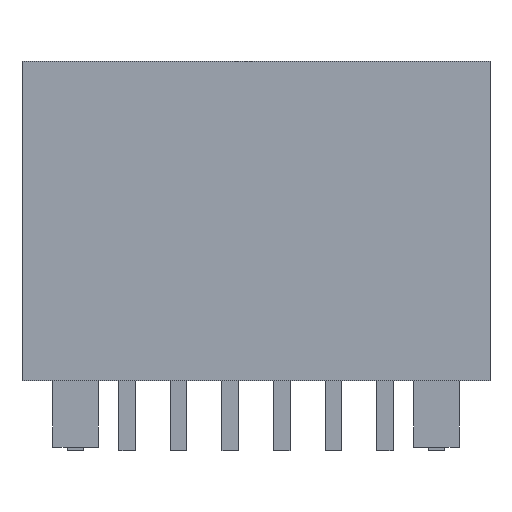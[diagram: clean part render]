
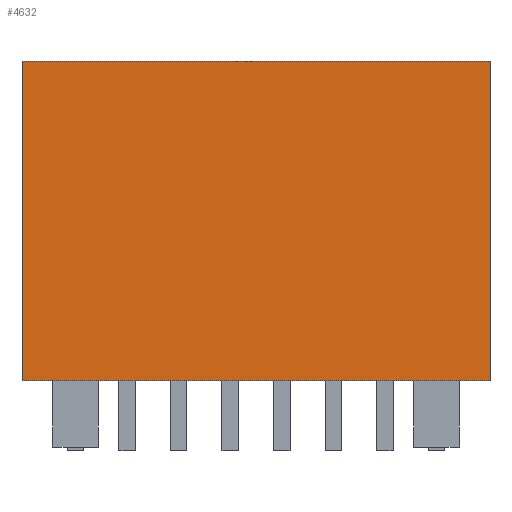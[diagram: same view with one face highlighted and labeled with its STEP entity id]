
A CAD part, front view. The second image highlights one B-rep face of the part: STEP entity #4632.
In plain terms, the highlighted planar face has unit normal (0, -1, 0).
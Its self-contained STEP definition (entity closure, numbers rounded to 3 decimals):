
#32 = PLANE('',#33);
#33 = AXIS2_PLACEMENT_3D('',#34,#35,#36);
#34 = CARTESIAN_POINT('',(-2.6,8.48,0.));
#35 = DIRECTION('',(0.,0.,1.));
#36 = DIRECTION('',(0.,-1.,0.));
#1052 = EDGE_CURVE('',#1053,#1055,#1057,.T.);
#1053 = VERTEX_POINT('',#1054);
#1054 = CARTESIAN_POINT('',(20.1,-5.92,0.));
#1055 = VERTEX_POINT('',#1056);
#1056 = CARTESIAN_POINT('',(-2.6,-5.92,0.));
#1057 = SURFACE_CURVE('',#1058,(#1062,#1069),.PCURVE_S1.);
#1058 = LINE('',#1059,#1060);
#1059 = CARTESIAN_POINT('',(-2.6,-5.92,0.));
#1060 = VECTOR('',#1061,1.);
#1061 = DIRECTION('',(-1.,0.,0.));
#1062 = PCURVE('',#32,#1063);
#1063 = DEFINITIONAL_REPRESENTATION('',(#1064),#1068);
#1064 = LINE('',#1065,#1066);
#1065 = CARTESIAN_POINT('',(14.4,0.));
#1066 = VECTOR('',#1067,1.);
#1067 = DIRECTION('',(0.,-1.));
#1068 = ( GEOMETRIC_REPRESENTATION_CONTEXT(2) 
PARAMETRIC_REPRESENTATION_CONTEXT() REPRESENTATION_CONTEXT('2D SPACE',''
  ) );
#1069 = PCURVE('',#1070,#1075);
#1070 = PLANE('',#1071);
#1071 = AXIS2_PLACEMENT_3D('',#1072,#1073,#1074);
#1072 = CARTESIAN_POINT('',(-2.6,-5.92,0.));
#1073 = DIRECTION('',(0.,-1.,0.));
#1074 = DIRECTION('',(-1.,0.,0.));
#1075 = DEFINITIONAL_REPRESENTATION('',(#1076),#1080);
#1076 = LINE('',#1077,#1078);
#1077 = CARTESIAN_POINT('',(0.,0.));
#1078 = VECTOR('',#1079,1.);
#1079 = DIRECTION('',(1.,0.));
#1080 = ( GEOMETRIC_REPRESENTATION_CONTEXT(2) 
PARAMETRIC_REPRESENTATION_CONTEXT() REPRESENTATION_CONTEXT('2D SPACE',''
  ) );
#1098 = PLANE('',#1099);
#1099 = AXIS2_PLACEMENT_3D('',#1100,#1101,#1102);
#1100 = CARTESIAN_POINT('',(-2.6,8.48,15.5));
#1101 = DIRECTION('',(1.,0.,0.));
#1102 = DIRECTION('',(0.,0.,-1.));
#1152 = PLANE('',#1153);
#1153 = AXIS2_PLACEMENT_3D('',#1154,#1155,#1156);
#1154 = CARTESIAN_POINT('',(20.1,8.48,15.5));
#1155 = DIRECTION('',(-1.,0.,0.));
#1156 = DIRECTION('',(0.,0.,1.));
#4249 = EDGE_CURVE('',#1055,#4250,#4252,.T.);
#4250 = VERTEX_POINT('',#4251);
#4251 = CARTESIAN_POINT('',(-2.6,-5.92,15.5));
#4252 = SURFACE_CURVE('',#4253,(#4257,#4264),.PCURVE_S1.);
#4253 = LINE('',#4254,#4255);
#4254 = CARTESIAN_POINT('',(-2.6,-5.92,15.5));
#4255 = VECTOR('',#4256,1.);
#4256 = DIRECTION('',(0.,0.,1.));
#4257 = PCURVE('',#1098,#4258);
#4258 = DEFINITIONAL_REPRESENTATION('',(#4259),#4263);
#4259 = LINE('',#4260,#4261);
#4260 = CARTESIAN_POINT('',(0.,-14.4));
#4261 = VECTOR('',#4262,1.);
#4262 = DIRECTION('',(-1.,0.));
#4263 = ( GEOMETRIC_REPRESENTATION_CONTEXT(2) 
PARAMETRIC_REPRESENTATION_CONTEXT() REPRESENTATION_CONTEXT('2D SPACE',''
  ) );
#4264 = PCURVE('',#1070,#4265);
#4265 = DEFINITIONAL_REPRESENTATION('',(#4266),#4270);
#4266 = LINE('',#4267,#4268);
#4267 = CARTESIAN_POINT('',(0.,-15.5));
#4268 = VECTOR('',#4269,1.);
#4269 = DIRECTION('',(0.,-1.));
#4270 = ( GEOMETRIC_REPRESENTATION_CONTEXT(2) 
PARAMETRIC_REPRESENTATION_CONTEXT() REPRESENTATION_CONTEXT('2D SPACE',''
  ) );
#4288 = PLANE('',#4289);
#4289 = AXIS2_PLACEMENT_3D('',#4290,#4291,#4292);
#4290 = CARTESIAN_POINT('',(-2.6,8.48,15.5));
#4291 = DIRECTION('',(0.,0.,-1.));
#4292 = DIRECTION('',(0.,1.,0.));
#4511 = EDGE_CURVE('',#4250,#4512,#4514,.T.);
#4512 = VERTEX_POINT('',#4513);
#4513 = CARTESIAN_POINT('',(20.1,-5.92,15.5));
#4514 = SURFACE_CURVE('',#4515,(#4519,#4526),.PCURVE_S1.);
#4515 = LINE('',#4516,#4517);
#4516 = CARTESIAN_POINT('',(-2.6,-5.92,15.5));
#4517 = VECTOR('',#4518,1.);
#4518 = DIRECTION('',(1.,0.,0.));
#4519 = PCURVE('',#4288,#4520);
#4520 = DEFINITIONAL_REPRESENTATION('',(#4521),#4525);
#4521 = LINE('',#4522,#4523);
#4522 = CARTESIAN_POINT('',(-14.4,0.));
#4523 = VECTOR('',#4524,1.);
#4524 = DIRECTION('',(0.,1.));
#4525 = ( GEOMETRIC_REPRESENTATION_CONTEXT(2) 
PARAMETRIC_REPRESENTATION_CONTEXT() REPRESENTATION_CONTEXT('2D SPACE',''
  ) );
#4526 = PCURVE('',#1070,#4527);
#4527 = DEFINITIONAL_REPRESENTATION('',(#4528),#4532);
#4528 = LINE('',#4529,#4530);
#4529 = CARTESIAN_POINT('',(0.,-15.5));
#4530 = VECTOR('',#4531,1.);
#4531 = DIRECTION('',(-1.,0.));
#4532 = ( GEOMETRIC_REPRESENTATION_CONTEXT(2) 
PARAMETRIC_REPRESENTATION_CONTEXT() REPRESENTATION_CONTEXT('2D SPACE',''
  ) );
#4582 = EDGE_CURVE('',#4512,#1053,#4583,.T.);
#4583 = SURFACE_CURVE('',#4584,(#4588,#4595),.PCURVE_S1.);
#4584 = LINE('',#4585,#4586);
#4585 = CARTESIAN_POINT('',(20.1,-5.92,15.5));
#4586 = VECTOR('',#4587,1.);
#4587 = DIRECTION('',(0.,0.,-1.));
#4588 = PCURVE('',#1152,#4589);
#4589 = DEFINITIONAL_REPRESENTATION('',(#4590),#4594);
#4590 = LINE('',#4591,#4592);
#4591 = CARTESIAN_POINT('',(0.,-14.4));
#4592 = VECTOR('',#4593,1.);
#4593 = DIRECTION('',(-1.,0.));
#4594 = ( GEOMETRIC_REPRESENTATION_CONTEXT(2) 
PARAMETRIC_REPRESENTATION_CONTEXT() REPRESENTATION_CONTEXT('2D SPACE',''
  ) );
#4595 = PCURVE('',#1070,#4596);
#4596 = DEFINITIONAL_REPRESENTATION('',(#4597),#4601);
#4597 = LINE('',#4598,#4599);
#4598 = CARTESIAN_POINT('',(-22.7,-15.5));
#4599 = VECTOR('',#4600,1.);
#4600 = DIRECTION('',(0.,1.));
#4601 = ( GEOMETRIC_REPRESENTATION_CONTEXT(2) 
PARAMETRIC_REPRESENTATION_CONTEXT() REPRESENTATION_CONTEXT('2D SPACE',''
  ) );
#4632 = ADVANCED_FACE('',(#4633),#1070,.T.);
#4633 = FACE_BOUND('',#4634,.T.);
#4634 = EDGE_LOOP('',(#4635,#4636,#4637,#4638));
#4635 = ORIENTED_EDGE('',*,*,#4249,.F.);
#4636 = ORIENTED_EDGE('',*,*,#1052,.F.);
#4637 = ORIENTED_EDGE('',*,*,#4582,.F.);
#4638 = ORIENTED_EDGE('',*,*,#4511,.F.);
